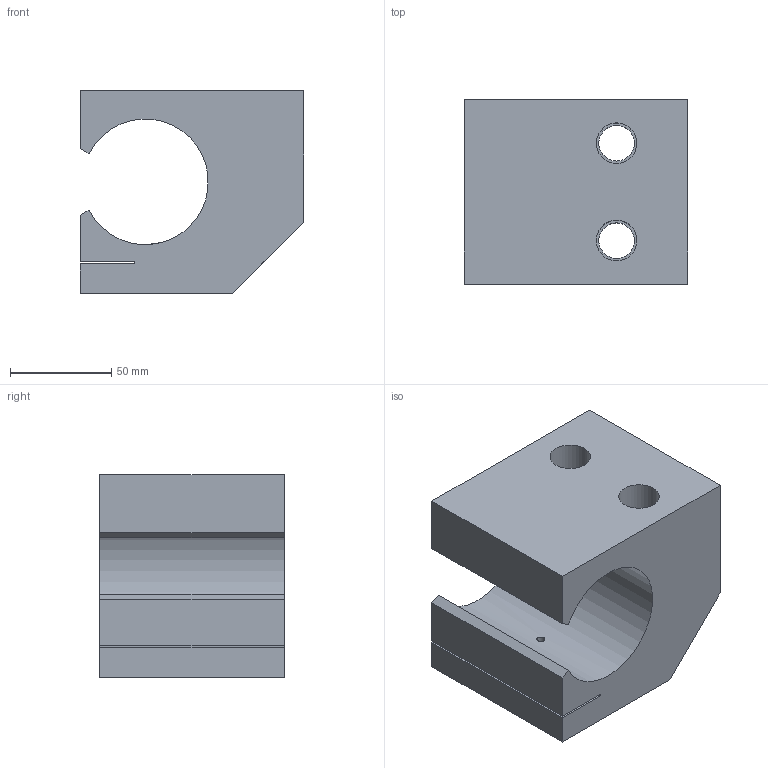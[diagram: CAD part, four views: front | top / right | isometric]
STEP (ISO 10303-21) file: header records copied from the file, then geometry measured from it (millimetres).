
FILE_DESCRIPTION( ( 'STEP AP214' ), '1' );
FILE_NAME( 'SGSE-40.stp', '2010-08-02T13:12:35', ( ' ' ), ( ' ' ), 'XStep 1.0', ' ', ' ' );
FILE_SCHEMA( ( 'CONFIG_CONTROL_DESIGN) ( )' ) );
Length unit declared in the file: metre
Products named in the file (1): 1
Bounding box: 110 x 91 x 100 mm (x, y, z)
Volume: 590521 mm3; surface area: 80750.5 mm2
Topology: 1 solids, 1 shells, 28 faces, 70 edges, 47 vertices
Faces by surface type: plane 19, cylinder 9
Full cylindrical faces by diameter (mm): 4 x1, 8 x1, 17.5 x2, 20 x2, 26 x2
Entity records: 1079 total; most frequent: CARTESIAN_POINT 187, DIRECTION 135, ORIENTED_EDGE 118, EDGE_CURVE 59, AXIS2_PLACEMENT_3D 48, EDGE_LOOP 45, VERTEX_POINT 44, LINE 39
